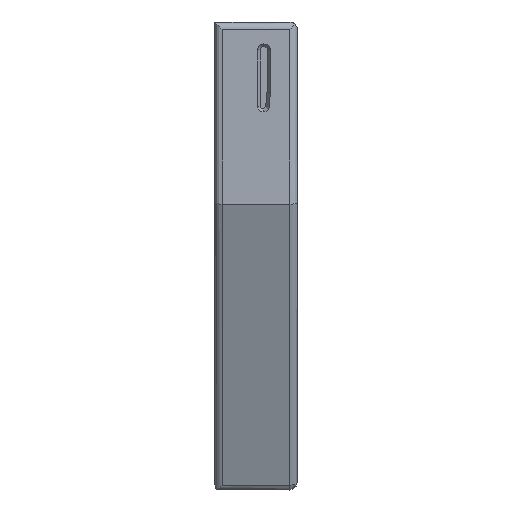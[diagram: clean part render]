
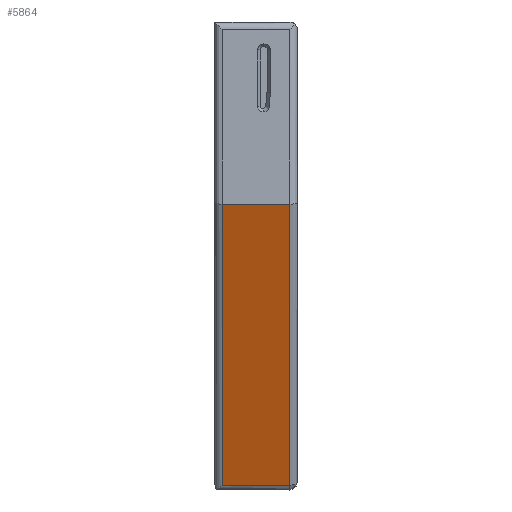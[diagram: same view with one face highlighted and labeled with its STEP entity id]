
A CAD part, front view. The second image highlights one B-rep face of the part: STEP entity #5864.
In plain terms, the highlighted planar face has unit normal (0, -0.94, -0.342).
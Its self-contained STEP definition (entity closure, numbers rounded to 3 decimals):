
#577=LINE('',#9473,#1045);
#580=LINE('',#9482,#1048);
#581=LINE('',#9484,#1049);
#582=LINE('',#9485,#1050);
#1045=VECTOR('',#7312,10.);
#1048=VECTOR('',#7321,1.5);
#1049=VECTOR('',#7322,10.);
#1050=VECTOR('',#7323,1000.);
#1402=PLANE('',#6315);
#1562=FACE_OUTER_BOUND('',#1922,.T.);
#1922=EDGE_LOOP('',(#4341,#4342,#4343,#4344));
#2640=VERTEX_POINT('',#9459);
#2644=VERTEX_POINT('',#9471);
#2647=VERTEX_POINT('',#9481);
#2648=VERTEX_POINT('',#9483);
#3277=EDGE_CURVE('',#2644,#2640,#577,.T.);
#3281=EDGE_CURVE('',#2644,#2647,#580,.T.);
#3282=EDGE_CURVE('',#2648,#2647,#581,.T.);
#3283=EDGE_CURVE('',#2648,#2640,#582,.T.);
#4341=ORIENTED_EDGE('',*,*,#3277,.F.);
#4342=ORIENTED_EDGE('',*,*,#3281,.T.);
#4343=ORIENTED_EDGE('',*,*,#3282,.F.);
#4344=ORIENTED_EDGE('',*,*,#3283,.T.);
#5864=ADVANCED_FACE('',(#1562),#1402,.T.);
#6315=AXIS2_PLACEMENT_3D('',#9480,#7319,#7320);
#7312=DIRECTION('',(0.,-0.342,0.94));
#7319=DIRECTION('center_axis',(0.,-0.94,
-0.342));
#7320=DIRECTION('ref_axis',(0.,0.342,-0.94));
#7321=DIRECTION('',(1.,0.,0.));
#7322=DIRECTION('',(0.,0.342,-0.94));
#7323=DIRECTION('',(-1.,0.,0.));
#9459=CARTESIAN_POINT('',(18.521,-93.219,-39.448));
#9471=CARTESIAN_POINT('',(18.521,-72.755,-95.673));
#9473=CARTESIAN_POINT('',(18.521,-83.222,-66.914));
#9480=CARTESIAN_POINT('Origin',(30.228,-73.51,-93.599));
#9481=CARTESIAN_POINT('',(32.021,-72.755,-95.673));
#9482=CARTESIAN_POINT('',(7.124,-72.755,-95.673));
#9483=CARTESIAN_POINT('',(32.021,-93.219,-39.448));
#9484=CARTESIAN_POINT('',(32.021,-83.261,-66.809));
#9485=CARTESIAN_POINT('',(27.374,-93.219,-39.448));
